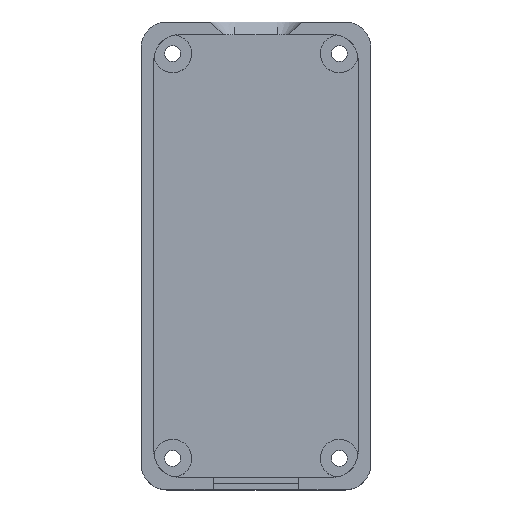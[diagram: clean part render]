
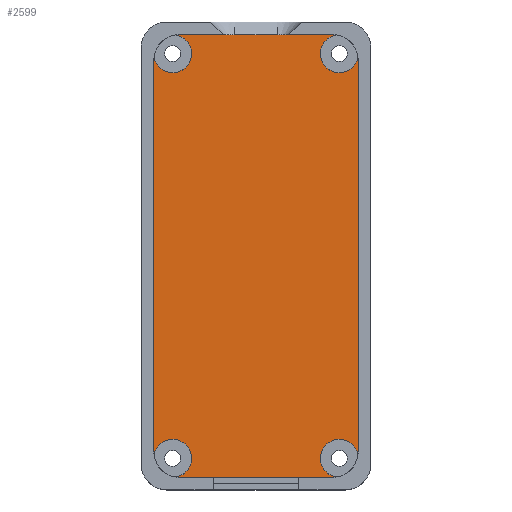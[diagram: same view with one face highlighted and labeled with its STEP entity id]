
A CAD part, top view. The second image highlights one B-rep face of the part: STEP entity #2599.
In plain terms, the highlighted planar face has unit normal (0, 0, 1).
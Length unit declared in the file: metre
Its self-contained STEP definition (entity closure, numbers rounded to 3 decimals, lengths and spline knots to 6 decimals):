
#47=CIRCLE('',#2782,0.004);
#49=CIRCLE('',#2784,0.004);
#51=CIRCLE('',#2787,0.004);
#52=CIRCLE('',#2788,0.004);
#54=CIRCLE('',#2791,0.004);
#55=CIRCLE('',#2792,0.004);
#57=CIRCLE('',#2795,0.004);
#59=CIRCLE('',#2797,0.004);
#60=CIRCLE('',#2799,0.003);
#61=CIRCLE('',#2800,0.003);
#62=CIRCLE('',#2801,0.003);
#63=CIRCLE('',#2802,0.003);
#322=ORIENTED_EDGE('',*,*,#1059,.F.);
#323=ORIENTED_EDGE('',*,*,#1035,.T.);
#324=ORIENTED_EDGE('',*,*,#1060,.F.);
#325=ORIENTED_EDGE('',*,*,#1039,.T.);
#326=ORIENTED_EDGE('',*,*,#1061,.F.);
#327=ORIENTED_EDGE('',*,*,#1042,.T.);
#328=ORIENTED_EDGE('',*,*,#1062,.F.);
#329=ORIENTED_EDGE('',*,*,#1046,.T.);
#330=ORIENTED_EDGE('',*,*,#1063,.F.);
#331=ORIENTED_EDGE('',*,*,#1049,.T.);
#332=ORIENTED_EDGE('',*,*,#1064,.T.);
#333=ORIENTED_EDGE('',*,*,#1053,.T.);
#334=ORIENTED_EDGE('',*,*,#1065,.F.);
#335=ORIENTED_EDGE('',*,*,#1057,.T.);
#336=ORIENTED_EDGE('',*,*,#1066,.T.);
#337=ORIENTED_EDGE('',*,*,#1031,.T.);
#1031=EDGE_CURVE('',#1389,#1388,#47,.T.);
#1035=EDGE_CURVE('',#1393,#1392,#49,.T.);
#1039=EDGE_CURVE('',#1397,#1396,#51,.T.);
#1042=EDGE_CURVE('',#1399,#1398,#52,.T.);
#1046=EDGE_CURVE('',#1403,#1402,#54,.T.);
#1049=EDGE_CURVE('',#1405,#1404,#55,.T.);
#1053=EDGE_CURVE('',#1409,#1408,#57,.T.);
#1057=EDGE_CURVE('',#1413,#1412,#59,.T.);
#1059=EDGE_CURVE('',#1393,#1388,#60,.T.);
#1060=EDGE_CURVE('',#1397,#1392,#1642,.T.);
#1061=EDGE_CURVE('',#1399,#1396,#61,.T.);
#1062=EDGE_CURVE('',#1403,#1398,#1643,.T.);
#1063=EDGE_CURVE('',#1405,#1402,#62,.T.);
#1064=EDGE_CURVE('',#1404,#1409,#1644,.T.);
#1065=EDGE_CURVE('',#1413,#1408,#63,.T.);
#1066=EDGE_CURVE('',#1412,#1389,#1645,.T.);
#1388=VERTEX_POINT('',#4020);
#1389=VERTEX_POINT('',#4022);
#1392=VERTEX_POINT('',#4028);
#1393=VERTEX_POINT('',#4030);
#1396=VERTEX_POINT('',#4037);
#1397=VERTEX_POINT('',#4039);
#1398=VERTEX_POINT('',#4042);
#1399=VERTEX_POINT('',#4044);
#1402=VERTEX_POINT('',#4051);
#1403=VERTEX_POINT('',#4053);
#1404=VERTEX_POINT('',#4056);
#1405=VERTEX_POINT('',#4058);
#1408=VERTEX_POINT('',#4065);
#1409=VERTEX_POINT('',#4067);
#1412=VERTEX_POINT('',#4073);
#1413=VERTEX_POINT('',#4075);
#1642=LINE('',#4079,#1958);
#1643=LINE('',#4081,#1959);
#1644=LINE('',#4083,#1960);
#1645=LINE('',#4085,#1961);
#1958=VECTOR('',#3243,1.);
#1959=VECTOR('',#3246,1.);
#1960=VECTOR('',#3249,1.);
#1961=VECTOR('',#3252,1.);
#2159=EDGE_LOOP('',(#322,#323,#324,#325,#326,#327,#328,#329,#330,#331,#332,
#333,#334,#335,#336,#337));
#2319=FACE_BOUND('',#2159,.T.);
#2467=PLANE('',#2798);
#2599=ADVANCED_FACE('',(#2319),#2467,.T.);
#2782=AXIS2_PLACEMENT_3D('',#4021,#3192,#3193);
#2784=AXIS2_PLACEMENT_3D('',#4029,#3198,#3199);
#2787=AXIS2_PLACEMENT_3D('',#4038,#3206,#3207);
#2788=AXIS2_PLACEMENT_3D('',#4043,#3210,#3211);
#2791=AXIS2_PLACEMENT_3D('',#4052,#3218,#3219);
#2792=AXIS2_PLACEMENT_3D('',#4057,#3222,#3223);
#2795=AXIS2_PLACEMENT_3D('',#4066,#3230,#3231);
#2797=AXIS2_PLACEMENT_3D('',#4074,#3236,#3237);
#2798=AXIS2_PLACEMENT_3D('',#4077,#3239,#3240);
#2799=AXIS2_PLACEMENT_3D('',#4078,#3241,#3242);
#2800=AXIS2_PLACEMENT_3D('',#4080,#3244,#3245);
#2801=AXIS2_PLACEMENT_3D('',#4082,#3247,#3248);
#2802=AXIS2_PLACEMENT_3D('',#4084,#3250,#3251);
#3192=DIRECTION('',(0.,0.,1.));
#3193=DIRECTION('',(1.,0.,0.));
#3198=DIRECTION('',(0.,0.,1.));
#3199=DIRECTION('',(1.,0.,0.));
#3206=DIRECTION('',(0.,0.,1.));
#3207=DIRECTION('',(1.,0.,0.));
#3210=DIRECTION('',(0.,0.,1.));
#3211=DIRECTION('',(1.,0.,0.));
#3218=DIRECTION('',(0.,0.,1.));
#3219=DIRECTION('',(1.,0.,0.));
#3222=DIRECTION('',(0.,0.,1.));
#3223=DIRECTION('',(1.,0.,0.));
#3230=DIRECTION('',(0.,0.,1.));
#3231=DIRECTION('',(1.,0.,0.));
#3236=DIRECTION('',(0.,0.,1.));
#3237=DIRECTION('',(1.,0.,0.));
#3239=DIRECTION('',(0.,0.,1.));
#3240=DIRECTION('',(1.,0.,0.));
#3241=DIRECTION('',(0.,0.,1.));
#3242=DIRECTION('',(1.,0.,0.));
#3243=DIRECTION('',(-1.,0.,0.));
#3244=DIRECTION('',(0.,0.,1.));
#3245=DIRECTION('',(1.,0.,0.));
#3246=DIRECTION('',(0.,-1.,0.));
#3247=DIRECTION('',(0.,0.,1.));
#3248=DIRECTION('',(1.,0.,0.));
#3249=DIRECTION('',(-1.,0.,0.));
#3250=DIRECTION('',(0.,0.,1.));
#3251=DIRECTION('',(1.,0.,0.));
#3252=DIRECTION('',(0.,-1.,0.));
#4020=CARTESIAN_POINT('',(-0.016124,-0.031452,0.002));
#4021=CARTESIAN_POINT('',(-0.01215,-0.031,0.002));
#4022=CARTESIAN_POINT('',(-0.01615,-0.031,0.002));
#4028=CARTESIAN_POINT('',(-0.01215,-0.035,0.002));
#4029=CARTESIAN_POINT('',(-0.01215,-0.031,0.002));
#4030=CARTESIAN_POINT('',(-0.012699,-0.034962,0.002));
#4037=CARTESIAN_POINT('',(0.012699,-0.034962,0.002));
#4038=CARTESIAN_POINT('',(0.01215,-0.031,0.002));
#4039=CARTESIAN_POINT('',(0.01215,-0.035,0.002));
#4042=CARTESIAN_POINT('',(0.01615,-0.031,0.002));
#4043=CARTESIAN_POINT('',(0.01215,-0.031,0.002));
#4044=CARTESIAN_POINT('',(0.016124,-0.031452,0.002));
#4051=CARTESIAN_POINT('',(0.016124,0.031452,0.002));
#4052=CARTESIAN_POINT('',(0.01215,0.031,0.002));
#4053=CARTESIAN_POINT('',(0.01615,0.031,0.002));
#4056=CARTESIAN_POINT('',(0.01215,0.035,0.002));
#4057=CARTESIAN_POINT('',(0.01215,0.031,0.002));
#4058=CARTESIAN_POINT('',(0.012699,0.034962,0.002));
#4065=CARTESIAN_POINT('',(-0.012699,0.034962,0.002));
#4066=CARTESIAN_POINT('',(-0.01215,0.031,0.002));
#4067=CARTESIAN_POINT('',(-0.01215,0.035,0.002));
#4073=CARTESIAN_POINT('',(-0.01615,0.031,0.002));
#4074=CARTESIAN_POINT('',(-0.01215,0.031,0.002));
#4075=CARTESIAN_POINT('',(-0.016124,0.031452,0.002));
#4077=CARTESIAN_POINT('',(0.,0.,0.002));
#4078=CARTESIAN_POINT('',(-0.013175,-0.032,0.002));
#4079=CARTESIAN_POINT('',(0.,-0.035,0.002));
#4080=CARTESIAN_POINT('',(0.013175,-0.032,0.002));
#4081=CARTESIAN_POINT('',(0.01615,0.,0.002));
#4082=CARTESIAN_POINT('',(0.013175,0.032,0.002));
#4083=CARTESIAN_POINT('',(0.,0.035,0.002));
#4084=CARTESIAN_POINT('',(-0.013175,0.032,0.002));
#4085=CARTESIAN_POINT('',(-0.01615,0.,0.002));
